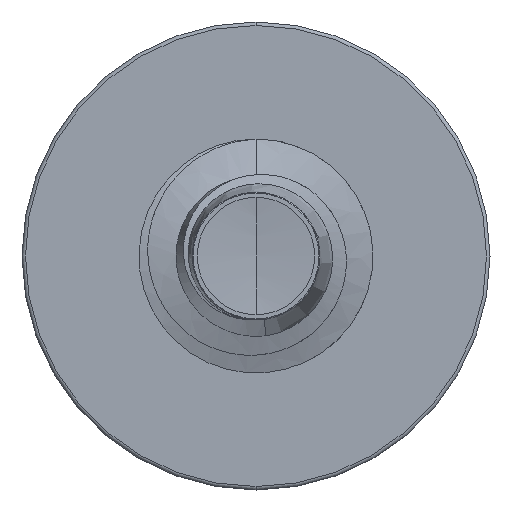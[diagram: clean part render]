
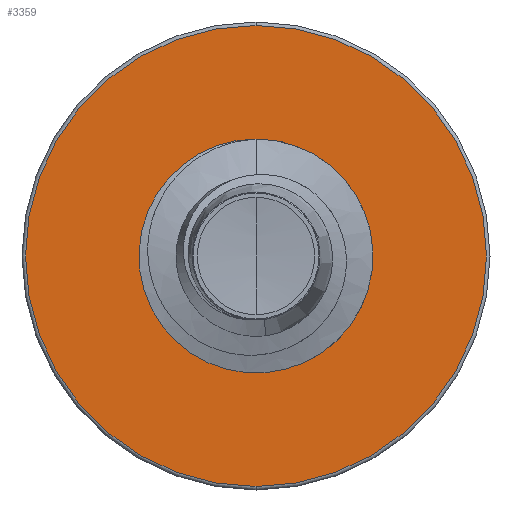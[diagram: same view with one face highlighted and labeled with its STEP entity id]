
A CAD part, front view. The second image highlights one B-rep face of the part: STEP entity #3359.
In plain terms, the highlighted planar face has unit normal (0, -1, 0).
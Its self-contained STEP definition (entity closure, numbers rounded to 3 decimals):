
#766 = CIRCLE ( 'NONE', #4272, 1.989 ) ;
#825 = PLANE ( 'NONE',  #4932 ) ;
#862 = CIRCLE ( 'NONE', #4550, 3.94 ) ;
#1174 = AXIS2_PLACEMENT_3D ( 'NONE', #7074, #3051, #7731 ) ;
#1764 = AXIS2_PLACEMENT_3D ( 'NONE', #3812, #8462, #4473 ) ;
#1800 = VERTEX_POINT ( 'NONE', #2245 ) ;
#2223 = CARTESIAN_POINT ( 'NONE',  ( 0., 4., -1.989 ) ) ;
#2245 = CARTESIAN_POINT ( 'NONE',  ( 0., 4., 1.989 ) ) ;
#2886 = DIRECTION ( 'NONE',  ( 0., 1., 0. ) ) ;
#3051 = DIRECTION ( 'NONE',  ( 0., 1., 0. ) ) ;
#3097 = EDGE_CURVE ( 'NONE', #6758, #1800, #3166, .T. ) ;
#3166 = CIRCLE ( 'NONE', #1764, 1.989 ) ;
#3359 = ADVANCED_FACE ( 'NONE', ( #7563, #7676 ), #825, .F. ) ;
#3376 = DIRECTION ( 'NONE',  ( 0., 1., 0. ) ) ;
#3567 = CARTESIAN_POINT ( 'NONE',  ( 0., 4., 0. ) ) ;
#3754 = ORIENTED_EDGE ( 'NONE', *, *, #6983, .F. ) ;
#3812 = CARTESIAN_POINT ( 'NONE',  ( 0., 4., 0. ) ) ;
#3852 = ORIENTED_EDGE ( 'NONE', *, *, #3097, .T. ) ;
#4140 = VERTEX_POINT ( 'NONE', #4541 ) ;
#4238 = DIRECTION ( 'NONE',  ( 0., 0., 1. ) ) ;
#4243 = CARTESIAN_POINT ( 'NONE',  ( 0., 4., -1.989 ) ) ;
#4272 = AXIS2_PLACEMENT_3D ( 'NONE', #7399, #3376, #8051 ) ;
#4468 = EDGE_LOOP ( 'NONE', ( #3754, #5834 ) ) ;
#4473 = DIRECTION ( 'NONE',  ( 0., 0., 1. ) ) ;
#4541 = CARTESIAN_POINT ( 'NONE',  ( 0., 4., -3.94 ) ) ;
#4550 = AXIS2_PLACEMENT_3D ( 'NONE', #3567, #8223, #4238 ) ;
#4932 = AXIS2_PLACEMENT_3D ( 'NONE', #4243, #2886, #5568 ) ;
#5087 = CARTESIAN_POINT ( 'NONE',  ( 0., 4., 3.94 ) ) ;
#5424 = CIRCLE ( 'NONE', #1174, 3.94 ) ;
#5568 = DIRECTION ( 'NONE',  ( 0., 0., 1. ) ) ;
#5744 = EDGE_LOOP ( 'NONE', ( #6366, #3852 ) ) ;
#5834 = ORIENTED_EDGE ( 'NONE', *, *, #7670, .F. ) ;
#6159 = VERTEX_POINT ( 'NONE', #5087 ) ;
#6366 = ORIENTED_EDGE ( 'NONE', *, *, #6569, .T. ) ;
#6569 = EDGE_CURVE ( 'NONE', #1800, #6758, #766, .T. ) ;
#6758 = VERTEX_POINT ( 'NONE', #2223 ) ;
#6983 = EDGE_CURVE ( 'NONE', #6159, #4140, #862, .T. ) ;
#7074 = CARTESIAN_POINT ( 'NONE',  ( 0., 4., 0. ) ) ;
#7399 = CARTESIAN_POINT ( 'NONE',  ( 0., 4., 0. ) ) ;
#7563 = FACE_OUTER_BOUND ( 'NONE', #4468, .T. ) ;
#7670 = EDGE_CURVE ( 'NONE', #4140, #6159, #5424, .T. ) ;
#7676 = FACE_BOUND ( 'NONE', #5744, .T. ) ;
#7731 = DIRECTION ( 'NONE',  ( 0., 0., 1. ) ) ;
#8051 = DIRECTION ( 'NONE',  ( 0., 0., 1. ) ) ;
#8223 = DIRECTION ( 'NONE',  ( 0., 1., 0. ) ) ;
#8462 = DIRECTION ( 'NONE',  ( 0., 1., 0. ) ) ;
